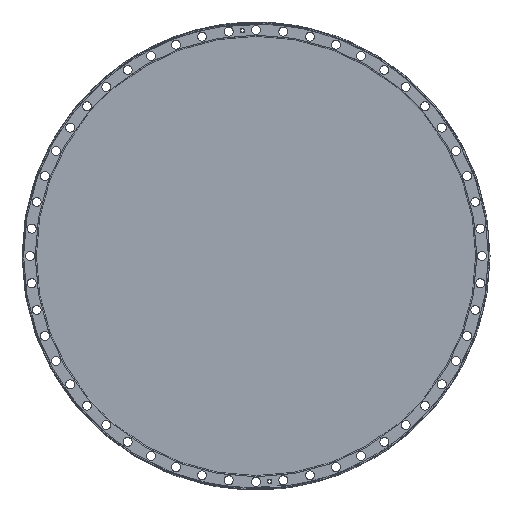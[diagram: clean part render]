
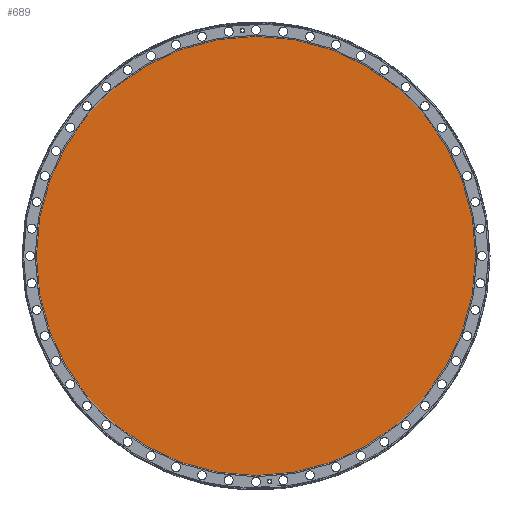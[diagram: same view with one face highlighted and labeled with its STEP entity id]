
A CAD part, top view. The second image highlights one B-rep face of the part: STEP entity #689.
In plain terms, the highlighted planar face has unit normal (0, 0, 1).
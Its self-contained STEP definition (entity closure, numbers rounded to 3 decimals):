
#211 = CARTESIAN_POINT ( 'NONE',  ( 417.7, 0., -6.35 ) ) ;
#243 = ORIENTED_EDGE ( 'NONE', *, *, #4473, .T. ) ;
#290 = EDGE_LOOP ( 'NONE', ( #243, #2272 ) ) ;
#684 = CARTESIAN_POINT ( 'NONE',  ( 0., 0., -6.35 ) ) ;
#689 = ADVANCED_FACE ( 'NONE', ( #3194 ), #3667, .T. ) ;
#859 = AXIS2_PLACEMENT_3D ( 'NONE', #684, #3447, #1072 ) ;
#1072 = DIRECTION ( 'NONE',  ( 1., 0., 0. ) ) ;
#1318 = CARTESIAN_POINT ( 'NONE',  ( 0., 0., -6.35 ) ) ;
#1685 = DIRECTION ( 'NONE',  ( 0., 0., 1. ) ) ;
#1730 = DIRECTION ( 'NONE',  ( 1., 0., 0. ) ) ;
#2180 = AXIS2_PLACEMENT_3D ( 'NONE', #1318, #4105, #1730 ) ;
#2268 = VERTEX_POINT ( 'NONE', #211 ) ;
#2272 = ORIENTED_EDGE ( 'NONE', *, *, #5073, .T. ) ;
#2554 = CIRCLE ( 'NONE', #859, 417.7 ) ;
#2947 = CIRCLE ( 'NONE', #2180, 417.7 ) ;
#3194 = FACE_OUTER_BOUND ( 'NONE', #290, .T. ) ;
#3447 = DIRECTION ( 'NONE',  ( 0., 0., 1. ) ) ;
#3555 = AXIS2_PLACEMENT_3D ( 'NONE', #4824, #1685, #4456 ) ;
#3667 = PLANE ( 'NONE',  #3555 ) ;
#4105 = DIRECTION ( 'NONE',  ( 0., 0., 1. ) ) ;
#4456 = DIRECTION ( 'NONE',  ( 1., 0., 0. ) ) ;
#4473 = EDGE_CURVE ( 'NONE', #2268, #4499, #2947, .T. ) ;
#4489 = CARTESIAN_POINT ( 'NONE',  ( -417.7, 0., -6.35 ) ) ;
#4499 = VERTEX_POINT ( 'NONE', #4489 ) ;
#4824 = CARTESIAN_POINT ( 'NONE',  ( 0., 417.7, -6.35 ) ) ;
#5073 = EDGE_CURVE ( 'NONE', #4499, #2268, #2554, .T. ) ;
